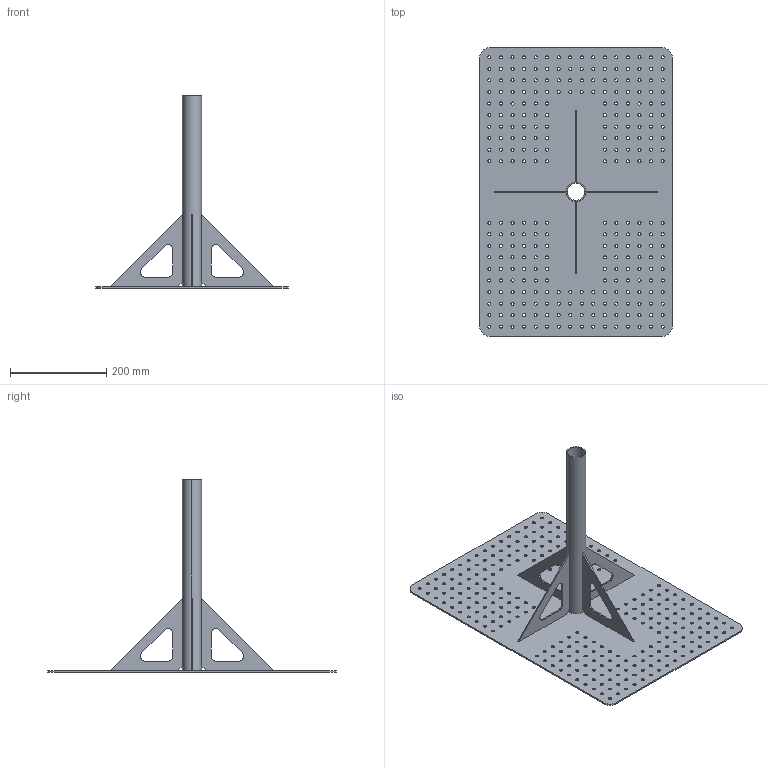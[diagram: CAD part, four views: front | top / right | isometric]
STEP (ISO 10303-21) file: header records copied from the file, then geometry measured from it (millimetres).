
FILE_DESCRIPTION (( 'STEP AP214' ), '1' );
FILE_NAME ('Óïîð íà ðîâíóþ êðûøó áåç ôëàíöà.STEP', '2017-07-18T10:33:16', ( '' ), ( '' ), 'SwSTEP 2.0', 'SolidWorks 2017', '' );
FILE_SCHEMA (( 'AUTOMOTIVE_DESIGN' ));
Length unit declared in the file: millimetre
Products named in the file (4): 砐儆闃; 秮鶋趌40; Îñíîâàíèå íà êðûøó; Óïîð íà ðîâíóþ êðûøó áåç ôëàíöà
Assembly tree (6 placements, depth 2):
  Óïîð íà ðîâíóþ êðûøó áåç ôëàíöà
    Îñíîâàíèå íà êðûøó
    秮鶋趌40
    砐儆闃  x4
Bounding box: 400 x 600 x 400 mm (x, y, z)
Volume: 882013.2 mm3; surface area: 651780.2 mm2
Topology: 6 solids, 6 shells, 614 faces, 1806 edges, 1204 vertices
Faces by surface type: cylinder 570, plane 44
Entity records: 21235 total; most frequent: DIRECTION 3991, CARTESIAN_POINT 3429, ORIENTED_EDGE 3414, EDGE_CURVE 1707, AXIS2_PLACEMENT_3D 1700, VERTEX_POINT 1138, EDGE_LOOP 1125, CIRCLE 1116
